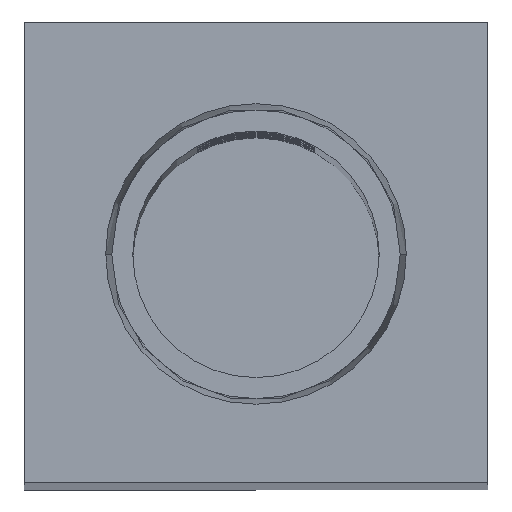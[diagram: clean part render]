
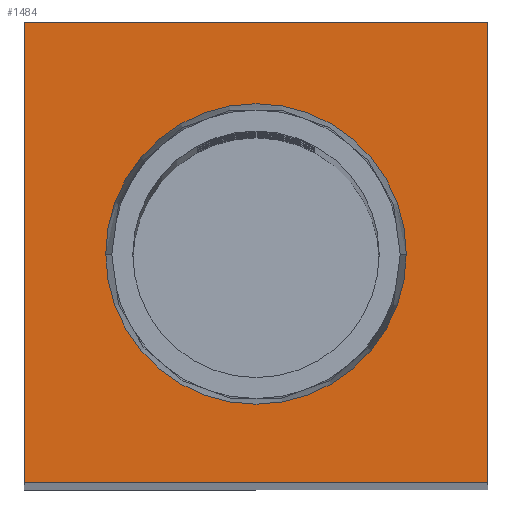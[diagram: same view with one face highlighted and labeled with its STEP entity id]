
A CAD part, top view. The second image highlights one B-rep face of the part: STEP entity #1484.
In plain terms, the highlighted planar face has unit normal (0, 0, 1).
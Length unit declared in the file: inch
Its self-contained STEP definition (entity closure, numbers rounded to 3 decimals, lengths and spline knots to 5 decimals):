
#5 = CARTESIAN_POINT ( 'NONE',  ( -0.3125, -0.31, 3. ) ) ;
#16 = DIRECTION ( 'NONE',  ( 0., -1., 0. ) ) ;
#34 = VERTEX_POINT ( 'NONE', #388 ) ;
#57 = EDGE_CURVE ( 'NONE', #34, #1322, #1562, .T. ) ;
#96 = EDGE_CURVE ( 'NONE', #865, #34, #489, .T. ) ;
#140 = EDGE_CURVE ( 'NONE', #404, #865, #1700, .T. ) ;
#156 = EDGE_LOOP ( 'NONE', ( #703, #836 ) ) ;
#165 = EDGE_CURVE ( 'NONE', #186, #1190, #1039, .T. ) ;
#186 = VERTEX_POINT ( 'NONE', #991 ) ;
#219 = CARTESIAN_POINT ( 'NONE',  ( -0.20242, -0.0025, 3. ) ) ;
#259 = ORIENTED_EDGE ( 'NONE', *, *, #96, .T. ) ;
#288 = DIRECTION ( 'NONE',  ( 1., 0., 0. ) ) ;
#295 = DIRECTION ( 'NONE',  ( 0., 0., 1. ) ) ;
#300 = LINE ( 'NONE', #5, #393 ) ;
#301 = CARTESIAN_POINT ( 'NONE',  ( 0., 0., 3. ) ) ;
#332 = EDGE_CURVE ( 'NONE', #1190, #186, #961, .T. ) ;
#388 = CARTESIAN_POINT ( 'NONE',  ( 0.3125, 0.31, 3. ) ) ;
#393 = VECTOR ( 'NONE', #16, 39.37008 ) ;
#404 = VERTEX_POINT ( 'NONE', #1274 ) ;
#408 = PLANE ( 'NONE',  #1284 ) ;
#489 = LINE ( 'NONE', #532, #594 ) ;
#532 = CARTESIAN_POINT ( 'NONE',  ( 0.3125, -0.31, 3. ) ) ;
#588 = VECTOR ( 'NONE', #1015, 39.37008 ) ;
#594 = VECTOR ( 'NONE', #1107, 39.37008 ) ;
#663 = FACE_BOUND ( 'NONE', #156, .T. ) ;
#703 = ORIENTED_EDGE ( 'NONE', *, *, #165, .F. ) ;
#741 = VECTOR ( 'NONE', #1135, 39.37008 ) ;
#785 = AXIS2_PLACEMENT_3D ( 'NONE', #1075, #1364, #828 ) ;
#828 = DIRECTION ( 'NONE',  ( 1., 0., 0. ) ) ;
#836 = ORIENTED_EDGE ( 'NONE', *, *, #332, .F. ) ;
#865 = VERTEX_POINT ( 'NONE', #924 ) ;
#924 = CARTESIAN_POINT ( 'NONE',  ( 0.3125, -0.31, 3. ) ) ;
#956 = AXIS2_PLACEMENT_3D ( 'NONE', #983, #981, #979 ) ;
#961 = CIRCLE ( 'NONE', #785, 0.20242 ) ;
#979 = DIRECTION ( 'NONE',  ( 1., 0., 0. ) ) ;
#980 = ORIENTED_EDGE ( 'NONE', *, *, #57, .T. ) ;
#981 = DIRECTION ( 'NONE',  ( 0., 0., 1. ) ) ;
#983 = CARTESIAN_POINT ( 'NONE',  ( 0., -0.0025, 3. ) ) ;
#991 = CARTESIAN_POINT ( 'NONE',  ( 0.20242, -0.0025, 3. ) ) ;
#1015 = DIRECTION ( 'NONE',  ( 1., 0., 0. ) ) ;
#1019 = CARTESIAN_POINT ( 'NONE',  ( 0.3125, -0.31, 3. ) ) ;
#1025 = EDGE_LOOP ( 'NONE', ( #1167, #1251, #259, #980 ) ) ;
#1039 = CIRCLE ( 'NONE', #956, 0.20242 ) ;
#1075 = CARTESIAN_POINT ( 'NONE',  ( 0., -0.0025, 3. ) ) ;
#1107 = DIRECTION ( 'NONE',  ( 0., 1., 0. ) ) ;
#1110 = CARTESIAN_POINT ( 'NONE',  ( -0.3125, 0.31, 3. ) ) ;
#1135 = DIRECTION ( 'NONE',  ( -1., 0., 0. ) ) ;
#1155 = CARTESIAN_POINT ( 'NONE',  ( 0.3125, 0.31, 3. ) ) ;
#1167 = ORIENTED_EDGE ( 'NONE', *, *, #1613, .T. ) ;
#1190 = VERTEX_POINT ( 'NONE', #219 ) ;
#1251 = ORIENTED_EDGE ( 'NONE', *, *, #140, .T. ) ;
#1273 = FACE_OUTER_BOUND ( 'NONE', #1025, .T. ) ;
#1274 = CARTESIAN_POINT ( 'NONE',  ( -0.3125, -0.31, 3. ) ) ;
#1284 = AXIS2_PLACEMENT_3D ( 'NONE', #301, #295, #288 ) ;
#1322 = VERTEX_POINT ( 'NONE', #1110 ) ;
#1364 = DIRECTION ( 'NONE',  ( 0., 0., 1. ) ) ;
#1484 = ADVANCED_FACE ( 'NONE', ( #663, #1273 ), #408, .T. ) ;
#1562 = LINE ( 'NONE', #1155, #741 ) ;
#1613 = EDGE_CURVE ( 'NONE', #1322, #404, #300, .T. ) ;
#1700 = LINE ( 'NONE', #1019, #588 ) ;
